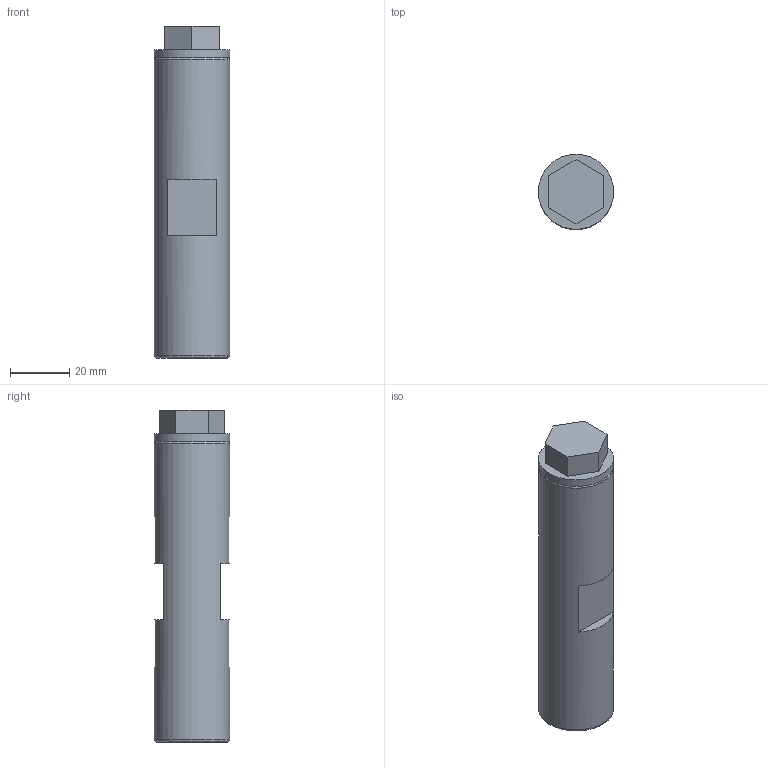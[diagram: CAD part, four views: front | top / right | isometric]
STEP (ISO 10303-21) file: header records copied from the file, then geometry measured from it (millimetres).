
FILE_DESCRIPTION (( 'STEP AP203' ), '1' );
FILE_NAME ('ST4MFSS316.step', '2020-11-12T19:28:16', ( 'ADC123' ), ( 'Microsoft' ), 'SwSTEP 2.0', 'SolidWorks 2019', '' );
FILE_SCHEMA (( 'CONFIG_CONTROL_DESIGN' ));
Length unit declared in the file: inch
Products named in the file (1): ST4MFSS316
Bounding box: 25.4 x 25.4 x 112.22 mm (x, y, z)
Volume: 47159.6 mm3; surface area: 15229.4 mm2
Topology: 3 solids, 3 shells, 31 faces, 59 edges, 39 vertices
Faces by surface type: plane 21, cylinder 7, bspline 2, cone 1
Full cylindrical faces by diameter (mm): 9.525 x1, 11.801 x2, 12.7 x1, 13.513 x1, 25.4 x2
Entity records: 851 total; most frequent: CARTESIAN_POINT 182, DIRECTION 124, ORIENTED_EDGE 94, EDGE_LOOP 50, AXIS2_PLACEMENT_3D 49, EDGE_CURVE 47, FACE_OUTER_BOUND 40, VERTEX_POINT 37
